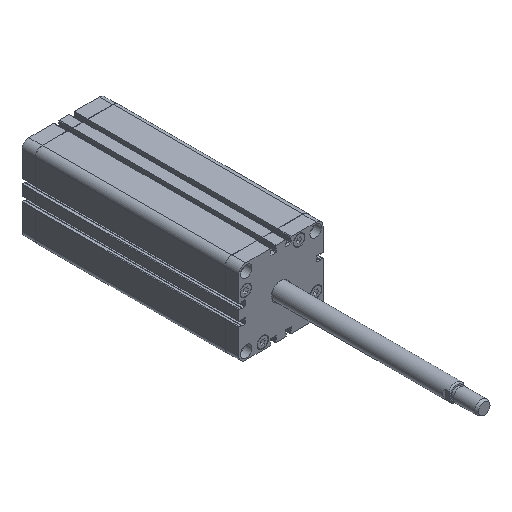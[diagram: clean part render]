
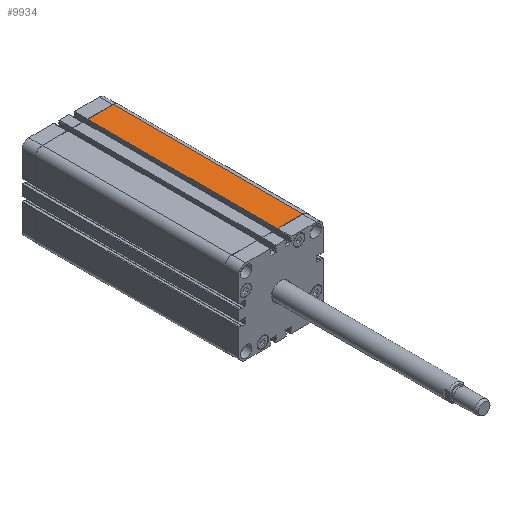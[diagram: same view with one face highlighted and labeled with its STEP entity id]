
A CAD part, isometric view. The second image highlights one B-rep face of the part: STEP entity #9934.
In plain terms, the highlighted planar face has unit normal (0, 0, 1).
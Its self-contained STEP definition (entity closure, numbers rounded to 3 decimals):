
#7394=CARTESIAN_POINT('',(11.75,112.,50.));
#7395=VERTEX_POINT('',#7394);
#7402=CARTESIAN_POINT('',(42.,112.,50.));
#7403=VERTEX_POINT('',#7402);
#7404=CARTESIAN_POINT('',(42.,112.,50.));
#7405=DIRECTION('',(-1.0,0.0,0.0));
#7406=VECTOR('',#7405,30.25);
#7407=LINE('',#7404,#7406);
#7408=EDGE_CURVE('',#7403,#7395,#7407,.T.);
#9328=CARTESIAN_POINT('',(42.,-112.,50.));
#9329=VERTEX_POINT('',#9328);
#9337=CARTESIAN_POINT('',(11.75,-112.,50.));
#9338=VERTEX_POINT('',#9337);
#9339=CARTESIAN_POINT('',(11.75,-112.,50.));
#9340=DIRECTION('',(1.0,0.0,0.0));
#9341=VECTOR('',#9340,30.25);
#9342=LINE('',#9339,#9341);
#9343=EDGE_CURVE('',#9338,#9329,#9342,.T.);
#9907=CARTESIAN_POINT('',(42.,-112.,50.));
#9908=DIRECTION('',(0.0,1.0,0.0));
#9909=VECTOR('',#9908,224.);
#9910=LINE('',#9907,#9909);
#9911=EDGE_CURVE('',#9329,#7403,#9910,.T.);
#9918=CARTESIAN_POINT('',(42.,0.0,50.));
#9919=DIRECTION('',(0.0,0.0,1.0));
#9920=DIRECTION('',(1.0,0.0,0.0));
#9921=AXIS2_PLACEMENT_3D('',#9918,#9919,#9920);
#9922=PLANE('',#9921);
#9923=ORIENTED_EDGE('',*,*,#7408,.T.);
#9924=CARTESIAN_POINT('',(11.75,-112.,50.));
#9925=DIRECTION('',(0.0,1.0,0.0));
#9926=VECTOR('',#9925,224.);
#9927=LINE('',#9924,#9926);
#9928=EDGE_CURVE('',#9338,#7395,#9927,.T.);
#9929=ORIENTED_EDGE('',*,*,#9928,.F.);
#9930=ORIENTED_EDGE('',*,*,#9343,.T.);
#9931=ORIENTED_EDGE('',*,*,#9911,.T.);
#9932=EDGE_LOOP('',(#9923,#9929,#9930,#9931));
#9933=FACE_OUTER_BOUND('',#9932,.T.);
#9934=ADVANCED_FACE('',(#9933),#9922,.T.);
